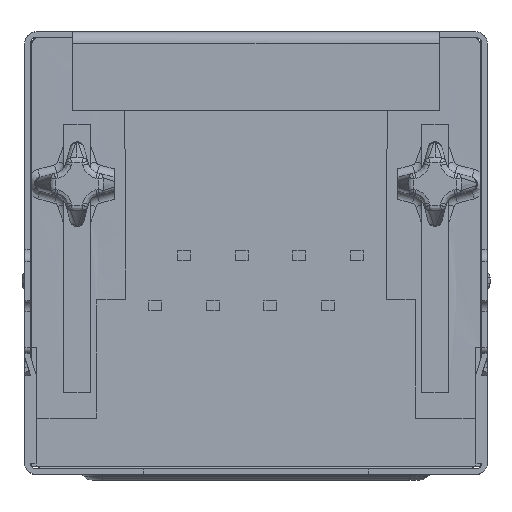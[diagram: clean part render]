
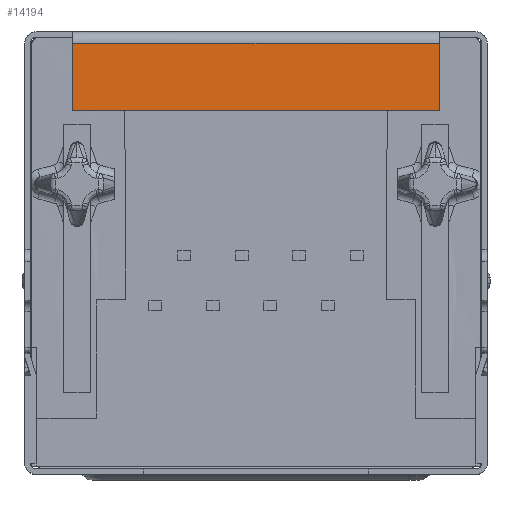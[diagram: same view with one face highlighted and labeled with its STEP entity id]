
A CAD part, front view. The second image highlights one B-rep face of the part: STEP entity #14194.
In plain terms, the highlighted planar face has unit normal (0, -1, 0).
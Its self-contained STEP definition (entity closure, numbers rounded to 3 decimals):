
#815 = CARTESIAN_POINT ( 'NONE',  ( 6.5, -6.695, -2.8 ) ) ;
#2578 = PLANE ( 'NONE',  #21917 ) ;
#2599 = CARTESIAN_POINT ( 'NONE',  ( 6.5, -6.695, -0.4 ) ) ;
#2926 = DIRECTION ( 'NONE',  ( 0., 0., 1. ) ) ;
#4519 = VERTEX_POINT ( 'NONE', #21672 ) ;
#4686 = EDGE_LOOP ( 'NONE', ( #21759, #7114, #5042, #31907 ) ) ;
#4743 = DIRECTION ( 'NONE',  ( 0., 0., 1. ) ) ;
#5042 = ORIENTED_EDGE ( 'NONE', *, *, #28090, .F. ) ;
#7114 = ORIENTED_EDGE ( 'NONE', *, *, #10025, .F. ) ;
#7251 = CARTESIAN_POINT ( 'NONE',  ( 6.5, -6.695, -2.8 ) ) ;
#7804 = VERTEX_POINT ( 'NONE', #25497 ) ;
#10025 = EDGE_CURVE ( 'NONE', #4519, #29653, #31165, .T. ) ;
#11862 = CARTESIAN_POINT ( 'NONE',  ( 6.5, -6.695, -0.4 ) ) ;
#13072 = CARTESIAN_POINT ( 'NONE',  ( 6.5, -6.695, -0.4 ) ) ;
#14194 = ADVANCED_FACE ( 'NONE', ( #33527 ), #2578, .F. ) ;
#14995 = LINE ( 'NONE', #7251, #17419 ) ;
#15073 = CARTESIAN_POINT ( 'NONE',  ( -6.5, -6.695, -0.4 ) ) ;
#16405 = VECTOR ( 'NONE', #22687, 1000. ) ;
#17231 = VECTOR ( 'NONE', #4743, 1000. ) ;
#17419 = VECTOR ( 'NONE', #32894, 1000. ) ;
#18353 = VECTOR ( 'NONE', #25909, 1000. ) ;
#20786 = EDGE_CURVE ( 'NONE', #7804, #21560, #33633, .T. ) ;
#20825 = CARTESIAN_POINT ( 'NONE',  ( -6.5, -6.695, -0.4 ) ) ;
#21560 = VERTEX_POINT ( 'NONE', #20825 ) ;
#21672 = CARTESIAN_POINT ( 'NONE',  ( 6.5, -6.695, -0.4 ) ) ;
#21759 = ORIENTED_EDGE ( 'NONE', *, *, #27166, .F. ) ;
#21917 = AXIS2_PLACEMENT_3D ( 'NONE', #13072, #23696, #2926 ) ;
#22687 = DIRECTION ( 'NONE',  ( 1., 0., 0. ) ) ;
#23696 = DIRECTION ( 'NONE',  ( 0., 1., 0. ) ) ;
#25497 = CARTESIAN_POINT ( 'NONE',  ( -6.5, -6.695, -2.8 ) ) ;
#25711 = LINE ( 'NONE', #11862, #16405 ) ;
#25909 = DIRECTION ( 'NONE',  ( 0., 0., -1. ) ) ;
#27166 = EDGE_CURVE ( 'NONE', #29653, #7804, #14995, .T. ) ;
#28090 = EDGE_CURVE ( 'NONE', #21560, #4519, #25711, .T. ) ;
#29653 = VERTEX_POINT ( 'NONE', #815 ) ;
#31165 = LINE ( 'NONE', #2599, #18353 ) ;
#31907 = ORIENTED_EDGE ( 'NONE', *, *, #20786, .F. ) ;
#32894 = DIRECTION ( 'NONE',  ( -1., 0., 0. ) ) ;
#33527 = FACE_OUTER_BOUND ( 'NONE', #4686, .T. ) ;
#33633 = LINE ( 'NONE', #15073, #17231 ) ;
